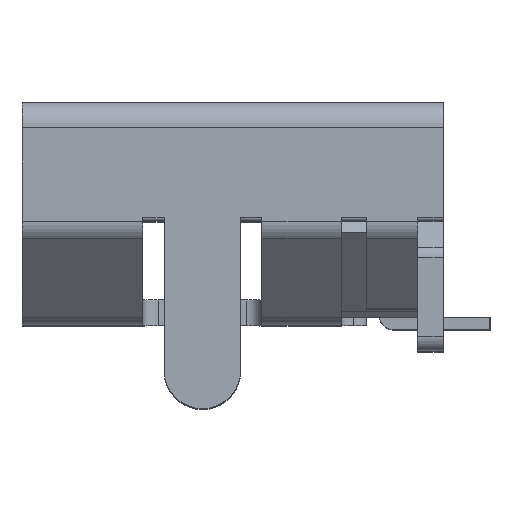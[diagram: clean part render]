
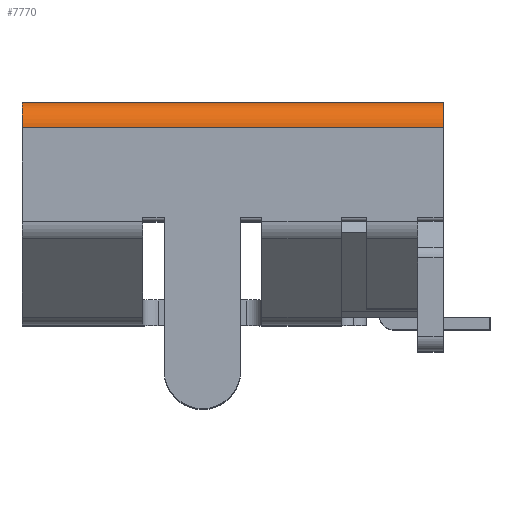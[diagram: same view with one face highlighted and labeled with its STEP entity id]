
A CAD part, top view. The second image highlights one B-rep face of the part: STEP entity #7770.
In plain terms, the highlighted cylindrical face has radius 0.3 mm (diameter 0.6 mm), a partial arc.
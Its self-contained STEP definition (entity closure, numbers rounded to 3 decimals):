
#280 = AXIS2_PLACEMENT_3D ( 'NONE', #5843, #2307, #13359 ) ;
#329 = DIRECTION ( 'NONE',  ( -1., 0., 0. ) ) ;
#447 = ORIENTED_EDGE ( 'NONE', *, *, #10857, .F. ) ;
#1626 = DIRECTION ( 'NONE',  ( 0., 0., 1. ) ) ;
#1706 = CARTESIAN_POINT ( 'NONE',  ( -2.475, 2.32, 3.75 ) ) ;
#2307 = DIRECTION ( 'NONE',  ( -1., 0., 0. ) ) ;
#2959 = ORIENTED_EDGE ( 'NONE', *, *, #13601, .F. ) ;
#3144 = VERTEX_POINT ( 'NONE', #4992 ) ;
#3989 = VERTEX_POINT ( 'NONE', #15161 ) ;
#4992 = CARTESIAN_POINT ( 'NONE',  ( 2.475, 2.62, 3.45 ) ) ;
#5843 = CARTESIAN_POINT ( 'NONE',  ( 0., 2.32, 3.45 ) ) ;
#5923 = VERTEX_POINT ( 'NONE', #10040 ) ;
#6117 = EDGE_CURVE ( 'NONE', #5923, #19251, #10653, .T. ) ;
#6784 = EDGE_LOOP ( 'NONE', ( #21310, #17547, #447, #2959 ) ) ;
#7059 = CARTESIAN_POINT ( 'NONE',  ( -2.475, 2.32, 3.75 ) ) ;
#7161 = CIRCLE ( 'NONE', #9119, 0.3 ) ;
#7321 = FACE_OUTER_BOUND ( 'NONE', #6784, .T. ) ;
#7770 = ADVANCED_FACE ( 'NONE', ( #7321 ), #13487, .T. ) ;
#9119 = AXIS2_PLACEMENT_3D ( 'NONE', #17142, #329, #11616 ) ;
#10040 = CARTESIAN_POINT ( 'NONE',  ( 2.475, 2.32, 3.75 ) ) ;
#10653 = LINE ( 'NONE', #7059, #12247 ) ;
#10857 = EDGE_CURVE ( 'NONE', #3144, #5923, #16079, .T. ) ;
#11616 = DIRECTION ( 'NONE',  ( 0., 0., -1. ) ) ;
#12247 = VECTOR ( 'NONE', #14571, 1000. ) ;
#13359 = DIRECTION ( 'NONE',  ( 0., 0., 1. ) ) ;
#13487 = CYLINDRICAL_SURFACE ( 'NONE', #280, 0.3 ) ;
#13601 = EDGE_CURVE ( 'NONE', #3989, #3144, #18519, .T. ) ;
#14571 = DIRECTION ( 'NONE',  ( -1., 0., 0. ) ) ;
#15161 = CARTESIAN_POINT ( 'NONE',  ( -2.475, 2.62, 3.45 ) ) ;
#15483 = VECTOR ( 'NONE', #23776, 1000. ) ;
#16079 = CIRCLE ( 'NONE', #22317, 0.3 ) ;
#17142 = CARTESIAN_POINT ( 'NONE',  ( -2.475, 2.32, 3.45 ) ) ;
#17547 = ORIENTED_EDGE ( 'NONE', *, *, #6117, .F. ) ;
#18519 = LINE ( 'NONE', #20597, #15483 ) ;
#19251 = VERTEX_POINT ( 'NONE', #1706 ) ;
#20597 = CARTESIAN_POINT ( 'NONE',  ( 2.475, 2.62, 3.45 ) ) ;
#20685 = EDGE_CURVE ( 'NONE', #19251, #3989, #7161, .T. ) ;
#21310 = ORIENTED_EDGE ( 'NONE', *, *, #20685, .F. ) ;
#22198 = DIRECTION ( 'NONE',  ( 1., 0., 0. ) ) ;
#22317 = AXIS2_PLACEMENT_3D ( 'NONE', #23796, #22198, #1626 ) ;
#23776 = DIRECTION ( 'NONE',  ( 1., 0., 0. ) ) ;
#23796 = CARTESIAN_POINT ( 'NONE',  ( 2.475, 2.32, 3.45 ) ) ;
